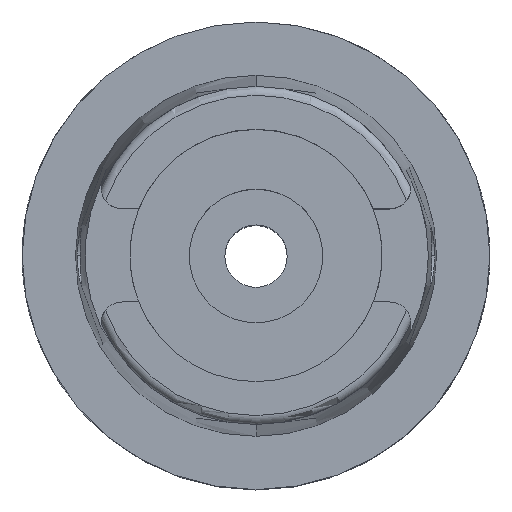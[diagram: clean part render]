
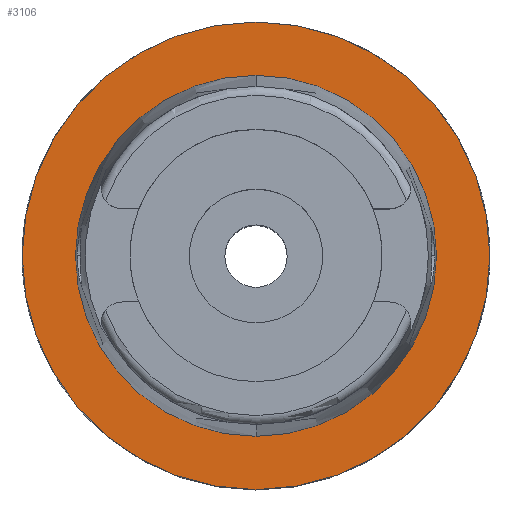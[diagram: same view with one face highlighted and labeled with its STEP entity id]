
A CAD part, top view. The second image highlights one B-rep face of the part: STEP entity #3106.
In plain terms, the highlighted planar face has unit normal (0, 0, 1).
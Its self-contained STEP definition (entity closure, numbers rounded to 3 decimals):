
#656=CARTESIAN_POINT('',(0.,0.,0.));
#657=DIRECTION('',(0.,0.,-1.));
#658=DIRECTION('',(0.,-1.,0.));
#659=AXIS2_PLACEMENT_3D('',#656,#657,#658);
#664=CARTESIAN_POINT('',(0.,0.,0.));
#665=DIRECTION('',(0.,0.,-1.));
#666=DIRECTION('',(0.,1.,0.));
#667=AXIS2_PLACEMENT_3D('',#664,#665,#666);
#672=CARTESIAN_POINT('',(0.,0.,0.));
#673=DIRECTION('',(0.,0.,1.));
#674=DIRECTION('',(0.,-1.,0.));
#675=AXIS2_PLACEMENT_3D('',#672,#673,#674);
#680=CARTESIAN_POINT('',(0.,0.,0.));
#681=DIRECTION('',(0.,0.,1.));
#682=DIRECTION('',(0.,1.,0.));
#683=AXIS2_PLACEMENT_3D('',#680,#681,#682);
#2450=CARTESIAN_POINT('',(0.,-24.315,0.));
#2451=VERTEX_POINT('',#2450);
#2452=CARTESIAN_POINT('',(0.,24.315,0.));
#2453=VERTEX_POINT('',#2452);
#2460=CARTESIAN_POINT('',(0.,-31.5,0.));
#2461=CARTESIAN_POINT('',(0.,31.5,0.));
#2462=VERTEX_POINT('',#2460);
#2463=VERTEX_POINT('',#2461);
#3091=CARTESIAN_POINT('',(0.,0.,0.));
#3092=DIRECTION('',(0.,0.,-1.));
#3093=DIRECTION('',(0.,-1.,0.));
#3094=AXIS2_PLACEMENT_3D('',#3091,#3092,#3093);
#3095=PLANE('',#3094);
#3097=ORIENTED_EDGE('',*,*,#3096,.T.);
#3099=ORIENTED_EDGE('',*,*,#3098,.T.);
#3100=EDGE_LOOP('',(#3097,#3099));
#3101=FACE_OUTER_BOUND('',#3100,.F.);
#3102=ORIENTED_EDGE('',*,*,#2964,.T.);
#3103=ORIENTED_EDGE('',*,*,#3065,.T.);
#3104=EDGE_LOOP('',(#3102,#3103));
#3105=FACE_BOUND('',#3104,.F.);
#660=CIRCLE('',#659,31.5);
#668=CIRCLE('',#667,31.5);
#676=CIRCLE('',#675,24.315);
#684=CIRCLE('',#683,24.315);
#2964=EDGE_CURVE('',#2451,#2453,#676,.T.);
#3065=EDGE_CURVE('',#2453,#2451,#684,.T.);
#3096=EDGE_CURVE('',#2462,#2463,#660,.T.);
#3098=EDGE_CURVE('',#2463,#2462,#668,.T.);
#3106=ADVANCED_FACE('',(#3101,#3105),#3095,.F.);
